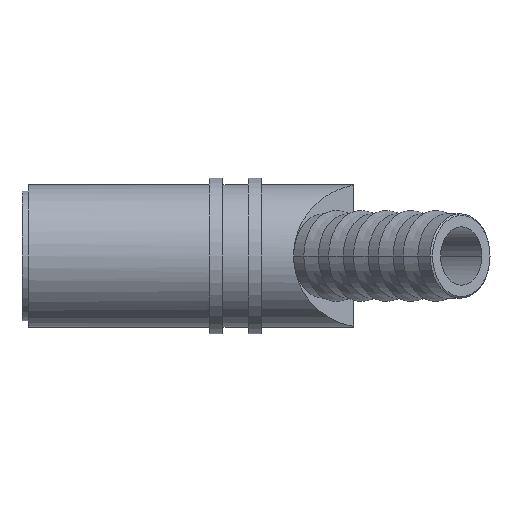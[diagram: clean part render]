
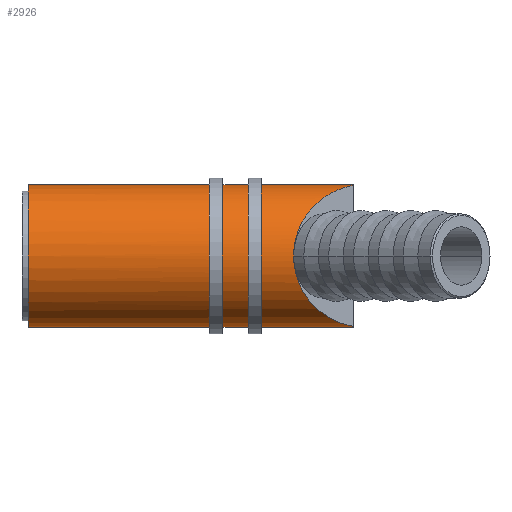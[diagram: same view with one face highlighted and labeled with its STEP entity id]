
A CAD part, front view. The second image highlights one B-rep face of the part: STEP entity #2926.
In plain terms, the highlighted cylindrical face has radius 11 mm (diameter 22 mm), a partial arc.
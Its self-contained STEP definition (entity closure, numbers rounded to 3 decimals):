
#42 = DIRECTION ( 'NONE',  ( 0., 0., 1. ) ) ;
#58 = DIRECTION ( 'NONE',  ( 0., 0., 1. ) ) ;
#139 = CARTESIAN_POINT ( 'NONE',  ( 51., 0., 0. ) ) ;
#555 = ORIENTED_EDGE ( 'NONE', *, *, #7177, .T. ) ;
#603 = CARTESIAN_POINT ( 'NONE',  ( 41.808, -11., -5.63 ) ) ;
#645 = ORIENTED_EDGE ( 'NONE', *, *, #4678, .F. ) ;
#680 = CARTESIAN_POINT ( 'NONE',  ( 1., 0., 11. ) ) ;
#932 = CARTESIAN_POINT ( 'NONE',  ( 1., 0., 0. ) ) ;
#1073 = FACE_OUTER_BOUND ( 'NONE', #1522, .T. ) ;
#1080 = CARTESIAN_POINT ( 'NONE',  ( 41.808, -11., 0. ) ) ;
#1190 = CARTESIAN_POINT ( 'NONE',  ( 45.447, -7.361, -9.925 ) ) ;
#1386 = ORIENTED_EDGE ( 'NONE', *, *, #2941, .T. ) ;
#1522 = EDGE_LOOP ( 'NONE', ( #3427, #4589, #1386, #555, #6239, #4476, #645 ) ) ;
#1782 = CARTESIAN_POINT ( 'NONE',  ( 45.447, -7.361, 9.925 ) ) ;
#1783 = EDGE_CURVE ( 'NONE', #7503, #4804, #7152, .T. ) ;
#1824 = EDGE_CURVE ( 'NONE', #7511, #4083, #4587, .T. ) ;
#2333 = AXIS2_PLACEMENT_3D ( 'NONE', #932, #2779, #7078 ) ;
#2373 = CARTESIAN_POINT ( 'NONE',  ( 51., -1.808, 10.85 ) ) ;
#2450 = AXIS2_PLACEMENT_3D ( 'NONE', #4735, #4176, #42 ) ;
#2779 = DIRECTION ( 'NONE',  ( -1., 0., 0. ) ) ;
#2831 = CIRCLE ( 'NONE', #5352, 11. ) ;
#2883 = EDGE_CURVE ( 'NONE', #7503, #5441, #2831, .T. ) ;
#2926 = ADVANCED_FACE ( 'NONE', ( #1073 ), #6001, .T. ) ;
#2941 = EDGE_CURVE ( 'NONE', #5441, #7550, #6496, .T. ) ;
#2967 =( BOUNDED_CURVE ( )  B_SPLINE_CURVE ( 3, ( #1080, #4700, #1782, #2373 ),
 .UNSPECIFIED., .F., .F. ) 
 B_SPLINE_CURVE_WITH_KNOTS ( ( 4, 4 ),
 ( 0., 1.406 ),
 .UNSPECIFIED. ) 
 CURVE ( )  GEOMETRIC_REPRESENTATION_ITEM ( )  RATIONAL_B_SPLINE_CURVE ( ( 1., 0.842, 0.842, 1. ) ) 
 REPRESENTATION_ITEM ( '' )  );
#2974 = VECTOR ( 'NONE', #5849, 1000. ) ;
#3165 = CARTESIAN_POINT ( 'NONE',  ( 51., -1.808, 10.85 ) ) ;
#3389 = VERTEX_POINT ( 'NONE', #3165 ) ;
#3427 = ORIENTED_EDGE ( 'NONE', *, *, #1783, .F. ) ;
#3447 = CARTESIAN_POINT ( 'NONE',  ( 0., 0., 11. ) ) ;
#3964 = CARTESIAN_POINT ( 'NONE',  ( 1., 0., -11. ) ) ;
#3972 = CARTESIAN_POINT ( 'NONE',  ( 51., 0., -11. ) ) ;
#4083 = VERTEX_POINT ( 'NONE', #680 ) ;
#4176 = DIRECTION ( 'NONE',  ( -1., 0., 0. ) ) ;
#4314 = DIRECTION ( 'NONE',  ( -1., 0., 0. ) ) ;
#4476 = ORIENTED_EDGE ( 'NONE', *, *, #1824, .T. ) ;
#4563 = CARTESIAN_POINT ( 'NONE',  ( 51., 0., 11. ) ) ;
#4587 = LINE ( 'NONE', #3447, #2974 ) ;
#4589 = ORIENTED_EDGE ( 'NONE', *, *, #2883, .T. ) ;
#4678 = EDGE_CURVE ( 'NONE', #4804, #4083, #7124, .T. ) ;
#4695 = CARTESIAN_POINT ( 'NONE',  ( 51., -1.808, -10.85 ) ) ;
#4700 = CARTESIAN_POINT ( 'NONE',  ( 41.808, -11., 5.63 ) ) ;
#4735 = CARTESIAN_POINT ( 'NONE',  ( 0., 0., 0. ) ) ;
#4804 = VERTEX_POINT ( 'NONE', #3964 ) ;
#4809 = DIRECTION ( 'NONE',  ( -1., 0., 0. ) ) ;
#4848 = CARTESIAN_POINT ( 'NONE',  ( 41.808, -11., 0. ) ) ;
#5352 = AXIS2_PLACEMENT_3D ( 'NONE', #6517, #4809, #7214 ) ;
#5441 = VERTEX_POINT ( 'NONE', #6148 ) ;
#5491 = AXIS2_PLACEMENT_3D ( 'NONE', #139, #4314, #58 ) ;
#5749 = EDGE_CURVE ( 'NONE', #3389, #7511, #5867, .T. ) ;
#5811 = DIRECTION ( 'NONE',  ( -1., 0., 0. ) ) ;
#5849 = DIRECTION ( 'NONE',  ( -1., 0., 0. ) ) ;
#5867 = CIRCLE ( 'NONE', #5491, 11. ) ;
#5901 = CARTESIAN_POINT ( 'NONE',  ( 41.808, -11., 0. ) ) ;
#6001 = CYLINDRICAL_SURFACE ( 'NONE', #2450, 11. ) ;
#6148 = CARTESIAN_POINT ( 'NONE',  ( 51., -1.808, -10.85 ) ) ;
#6239 = ORIENTED_EDGE ( 'NONE', *, *, #5749, .T. ) ;
#6496 =( BOUNDED_CURVE ( )  B_SPLINE_CURVE ( 3, ( #4695, #1190, #603, #4848 ),
 .UNSPECIFIED., .F., .F. ) 
 B_SPLINE_CURVE_WITH_KNOTS ( ( 4, 4 ),
 ( 4.877, 6.283 ),
 .UNSPECIFIED. ) 
 CURVE ( )  GEOMETRIC_REPRESENTATION_ITEM ( )  RATIONAL_B_SPLINE_CURVE ( ( 1., 0.842, 0.842, 1. ) ) 
 REPRESENTATION_ITEM ( '' )  );
#6517 = CARTESIAN_POINT ( 'NONE',  ( 51., 0., 0. ) ) ;
#7078 = DIRECTION ( 'NONE',  ( 0., 0., 1. ) ) ;
#7110 = CARTESIAN_POINT ( 'NONE',  ( 0., 0., -11. ) ) ;
#7124 = CIRCLE ( 'NONE', #2333, 11. ) ;
#7152 = LINE ( 'NONE', #7110, #7733 ) ;
#7177 = EDGE_CURVE ( 'NONE', #7550, #3389, #2967, .T. ) ;
#7214 = DIRECTION ( 'NONE',  ( 0., 0., 1. ) ) ;
#7503 = VERTEX_POINT ( 'NONE', #3972 ) ;
#7511 = VERTEX_POINT ( 'NONE', #4563 ) ;
#7550 = VERTEX_POINT ( 'NONE', #5901 ) ;
#7733 = VECTOR ( 'NONE', #5811, 1000. ) ;
